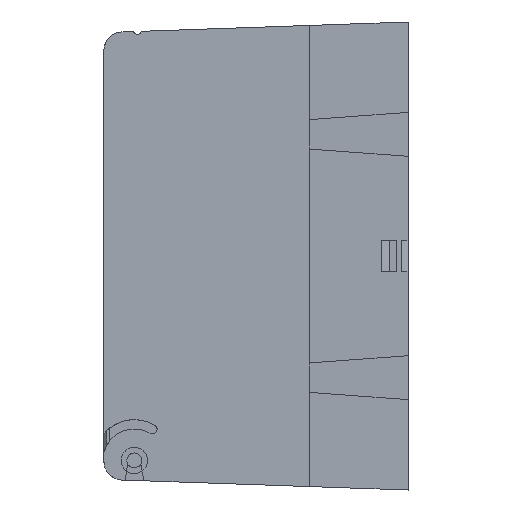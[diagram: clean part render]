
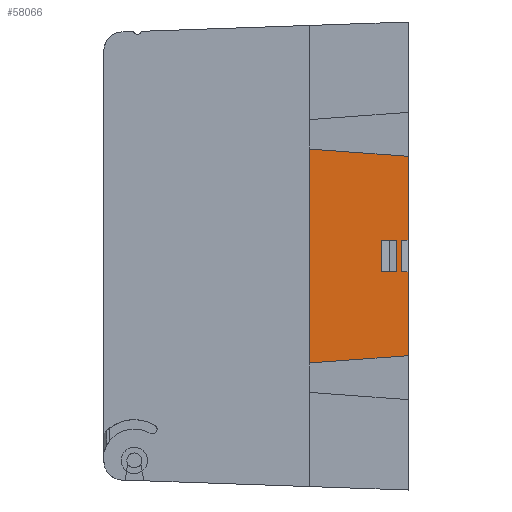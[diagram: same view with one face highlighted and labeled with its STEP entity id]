
A CAD part, left-side view. The second image highlights one B-rep face of the part: STEP entity #58066.
In plain terms, the highlighted planar face has unit normal (-1, 0, 0).
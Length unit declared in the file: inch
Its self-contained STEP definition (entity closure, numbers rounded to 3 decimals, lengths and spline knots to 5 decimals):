
#1647 = LINE ( 'NONE', #47531, #20797 ) ;
#2026 = FACE_OUTER_BOUND ( 'NONE', #83776, .T. ) ;
#2139 = VERTEX_POINT ( 'NONE', #69817 ) ;
#3224 = VERTEX_POINT ( 'NONE', #24968 ) ;
#5233 = CARTESIAN_POINT ( 'NONE',  ( -4.3542, -0.75, 1.14282 ) ) ;
#5845 = VECTOR ( 'NONE', #45838, 39.37008 ) ;
#7394 = CARTESIAN_POINT ( 'NONE',  ( -4.3542, -0.75, -2.21333 ) ) ;
#8695 = ORIENTED_EDGE ( 'NONE', *, *, #70394, .F. ) ;
#9477 = VERTEX_POINT ( 'NONE', #71017 ) ;
#9917 = EDGE_CURVE ( 'NONE', #32260, #3224, #48587, .T. ) ;
#10249 = EDGE_CURVE ( 'NONE', #14827, #38711, #35694, .T. ) ;
#10891 = CARTESIAN_POINT ( 'NONE',  ( -4.3542, -1.68, 0.17 ) ) ;
#14278 = PLANE ( 'NONE',  #83791 ) ;
#14544 = VERTEX_POINT ( 'NONE', #32747 ) ;
#14575 = DIRECTION ( 'NONE',  ( 0., 0., 1. ) ) ;
#14635 = EDGE_CURVE ( 'NONE', #39598, #46412, #69559, .T. ) ;
#14827 = VERTEX_POINT ( 'NONE', #10891 ) ;
#18141 = EDGE_CURVE ( 'NONE', #2139, #32260, #40656, .T. ) ;
#18182 = CARTESIAN_POINT ( 'NONE',  ( -4.3542, -1.8, 1.065 ) ) ;
#18627 = ORIENTED_EDGE ( 'NONE', *, *, #24340, .T. ) ;
#18639 = ORIENTED_EDGE ( 'NONE', *, *, #10249, .F. ) ;
#19180 = DIRECTION ( 'NONE',  ( 0., -0.997, -0.074 ) ) ;
#19548 = VECTOR ( 'NONE', #83917, 39.37008 ) ;
#19906 = LINE ( 'NONE', #55851, #19548 ) ;
#20797 = VECTOR ( 'NONE', #40269, 39.37008 ) ;
#22693 = EDGE_CURVE ( 'NONE', #79532, #69963, #77491, .T. ) ;
#22746 = LINE ( 'NONE', #45227, #77802 ) ;
#24340 = EDGE_CURVE ( 'NONE', #9477, #69963, #27153, .T. ) ;
#24968 = CARTESIAN_POINT ( 'NONE',  ( -4.3542, -1.73, -0.17 ) ) ;
#25125 = ORIENTED_EDGE ( 'NONE', *, *, #50625, .T. ) ;
#25302 = ORIENTED_EDGE ( 'NONE', *, *, #51851, .T. ) ;
#27153 = LINE ( 'NONE', #28248, #29378 ) ;
#27341 = CARTESIAN_POINT ( 'NONE',  ( -4.3542, -1.5184, -0.17 ) ) ;
#28248 = CARTESIAN_POINT ( 'NONE',  ( -4.3542, -1.8, -2.25 ) ) ;
#29122 = CARTESIAN_POINT ( 'NONE',  ( -4.3542, -1.8, -2.25 ) ) ;
#29378 = VECTOR ( 'NONE', #35521, 39.37008 ) ;
#29556 = DIRECTION ( 'NONE',  ( 0., 1., 0. ) ) ;
#30627 = CARTESIAN_POINT ( 'NONE',  ( -4.3542, -1.5184, 0.17 ) ) ;
#32260 = VERTEX_POINT ( 'NONE', #34102 ) ;
#32747 = CARTESIAN_POINT ( 'NONE',  ( -4.3542, -1.73, 0.17 ) ) ;
#33240 = VECTOR ( 'NONE', #87408, 39.37008 ) ;
#34102 = CARTESIAN_POINT ( 'NONE',  ( -4.3542, -1.8, -0.17 ) ) ;
#35521 = DIRECTION ( 'NONE',  ( 0., 0., 1. ) ) ;
#35566 = ORIENTED_EDGE ( 'NONE', *, *, #40515, .F. ) ;
#35694 = LINE ( 'NONE', #43677, #35779 ) ;
#35779 = VECTOR ( 'NONE', #43252, 39.37008 ) ;
#37581 = ORIENTED_EDGE ( 'NONE', *, *, #18141, .T. ) ;
#37840 = CARTESIAN_POINT ( 'NONE',  ( -4.3542, -1.5184, -0.17 ) ) ;
#38602 = CARTESIAN_POINT ( 'NONE',  ( -4.3542, -1.8, -1.065 ) ) ;
#38711 = VERTEX_POINT ( 'NONE', #30627 ) ;
#39598 = VERTEX_POINT ( 'NONE', #91066 ) ;
#40269 = DIRECTION ( 'NONE',  ( 0., 0., -1. ) ) ;
#40515 = EDGE_CURVE ( 'NONE', #9477, #14544, #19906, .T. ) ;
#40656 = LINE ( 'NONE', #29122, #87003 ) ;
#43252 = DIRECTION ( 'NONE',  ( 0., 1., 0. ) ) ;
#43677 = CARTESIAN_POINT ( 'NONE',  ( -4.3542, -1.5184, 0.17 ) ) ;
#44568 = CARTESIAN_POINT ( 'NONE',  ( -4.3542, -1.73, 0.17 ) ) ;
#45227 = CARTESIAN_POINT ( 'NONE',  ( -4.3542, -1.68, 0.17 ) ) ;
#45838 = DIRECTION ( 'NONE',  ( 0., -0.997, 0.074 ) ) ;
#46412 = VERTEX_POINT ( 'NONE', #37840 ) ;
#47531 = CARTESIAN_POINT ( 'NONE',  ( -4.3542, -1.5184, 0.17 ) ) ;
#48574 = VECTOR ( 'NONE', #73622, 39.37008 ) ;
#48587 = LINE ( 'NONE', #91973, #48574 ) ;
#50077 = ORIENTED_EDGE ( 'NONE', *, *, #9917, .T. ) ;
#50625 = EDGE_CURVE ( 'NONE', #79532, #78198, #57784, .T. ) ;
#51851 = EDGE_CURVE ( 'NONE', #78198, #2139, #63222, .T. ) ;
#53008 = CARTESIAN_POINT ( 'NONE',  ( -4.3542, -0.75, 2.21333 ) ) ;
#54894 = CARTESIAN_POINT ( 'NONE',  ( -4.3542, -0.75, -1.14282 ) ) ;
#55361 = ORIENTED_EDGE ( 'NONE', *, *, #81617, .F. ) ;
#55851 = CARTESIAN_POINT ( 'NONE',  ( -4.3542, -1.8, 0.17 ) ) ;
#56747 = ORIENTED_EDGE ( 'NONE', *, *, #22693, .F. ) ;
#57744 = DIRECTION ( 'NONE',  ( -1., 0., 0. ) ) ;
#57784 = LINE ( 'NONE', #53008, #67762 ) ;
#58066 = ADVANCED_FACE ( 'NONE', ( #2026, #92976 ), #14278, .T. ) ;
#59344 = EDGE_CURVE ( 'NONE', #14827, #39598, #22746, .T. ) ;
#60183 = DIRECTION ( 'NONE',  ( 0., 0., -1. ) ) ;
#63222 = LINE ( 'NONE', #38602, #5845 ) ;
#67762 = VECTOR ( 'NONE', #60183, 39.37008 ) ;
#69559 = LINE ( 'NONE', #27341, #69659 ) ;
#69659 = VECTOR ( 'NONE', #29556, 39.37008 ) ;
#69817 = CARTESIAN_POINT ( 'NONE',  ( -4.3542, -1.8, -1.065 ) ) ;
#69963 = VERTEX_POINT ( 'NONE', #18182 ) ;
#70394 = EDGE_CURVE ( 'NONE', #14544, #3224, #71477, .T. ) ;
#71017 = CARTESIAN_POINT ( 'NONE',  ( -4.3542, -1.8, 0.17 ) ) ;
#71477 = LINE ( 'NONE', #44568, #33240 ) ;
#73622 = DIRECTION ( 'NONE',  ( 0., 1., 0. ) ) ;
#75502 = VECTOR ( 'NONE', #19180, 39.37008 ) ;
#77491 = LINE ( 'NONE', #90373, #75502 ) ;
#77802 = VECTOR ( 'NONE', #80627, 39.37008 ) ;
#78198 = VERTEX_POINT ( 'NONE', #54894 ) ;
#79532 = VERTEX_POINT ( 'NONE', #5233 ) ;
#80627 = DIRECTION ( 'NONE',  ( 0., 0., -1. ) ) ;
#81388 = ORIENTED_EDGE ( 'NONE', *, *, #14635, .T. ) ;
#81617 = EDGE_CURVE ( 'NONE', #38711, #46412, #1647, .T. ) ;
#83776 = EDGE_LOOP ( 'NONE', ( #35566, #18627, #56747, #25125, #25302, #37581, #50077, #8695 ) ) ;
#83791 = AXIS2_PLACEMENT_3D ( 'NONE', #7394, #57744, #14575 ) ;
#83917 = DIRECTION ( 'NONE',  ( 0., 1., 0. ) ) ;
#87003 = VECTOR ( 'NONE', #87104, 39.37008 ) ;
#87104 = DIRECTION ( 'NONE',  ( 0., 0., 1. ) ) ;
#87408 = DIRECTION ( 'NONE',  ( 0., 0., -1. ) ) ;
#88298 = ORIENTED_EDGE ( 'NONE', *, *, #59344, .T. ) ;
#90373 = CARTESIAN_POINT ( 'NONE',  ( -4.3542, -0.99739, 1.12449 ) ) ;
#90794 = EDGE_LOOP ( 'NONE', ( #18639, #88298, #81388, #55361 ) ) ;
#91066 = CARTESIAN_POINT ( 'NONE',  ( -4.3542, -1.68, -0.17 ) ) ;
#91973 = CARTESIAN_POINT ( 'NONE',  ( -4.3542, -1.8, -0.17 ) ) ;
#92976 = FACE_BOUND ( 'NONE', #90794, .T. ) ;
